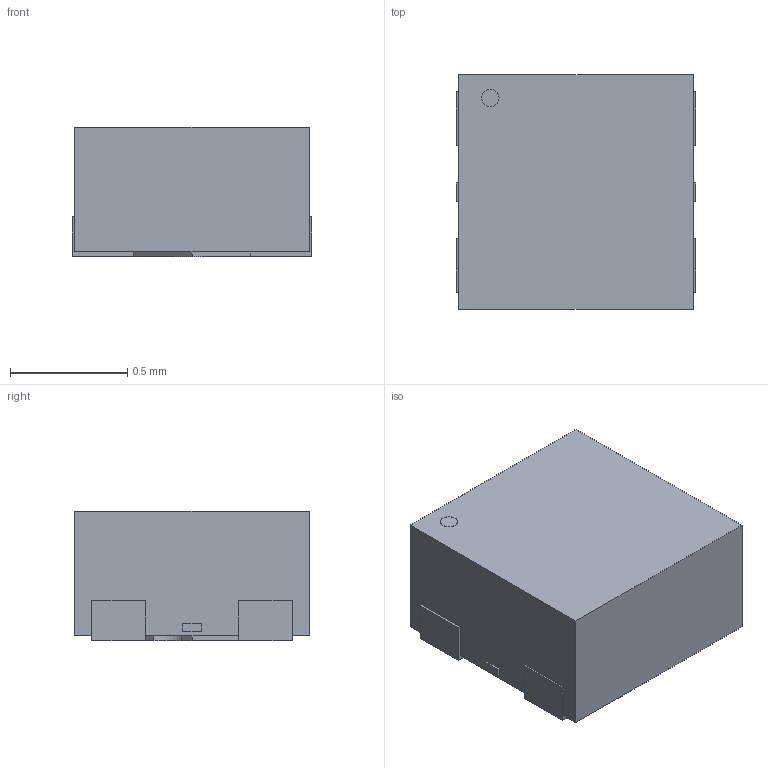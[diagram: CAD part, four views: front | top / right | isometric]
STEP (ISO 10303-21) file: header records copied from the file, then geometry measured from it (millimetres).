
FILE_DESCRIPTION (( 'STEP AP214' ), '1' );
FILE_NAME ('UTDFN-4_L1.0-W1.0-P0.63-BL-EP-1.STEP', '2021-09-27T05:24:01', ( 'PC' ), ( 'Microsoft' ), 'SwSTEP 2.0', 'SolidWorks 2018', '' );
FILE_SCHEMA (( 'AUTOMOTIVE_DESIGN' ));
Length unit declared in the file: millimetre
Products named in the file (2): UTDFN-4_L1.0-W1.0-P0.63-BL-EP-1
Bounding box: 1.02 x 1 x 0.55 mm (x, y, z)
Volume: 0.5 mm3; surface area: 4.3 mm2
Topology: 1 solids, 1 shells, 113 faces, 300 edges, 200 vertices
Faces by surface type: plane 96, bspline 14, cylinder 3
Entity records: 5432 total; most frequent: CARTESIAN_POINT 1413, ORIENTED_EDGE 600, DIRECTION 480, EDGE_CURVE 300, LINE 266, VECTOR 266, VERTEX_POINT 200, EDGE_LOOP 124
